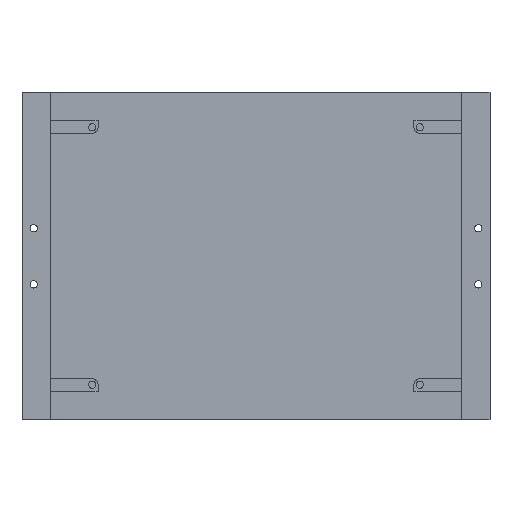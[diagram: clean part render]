
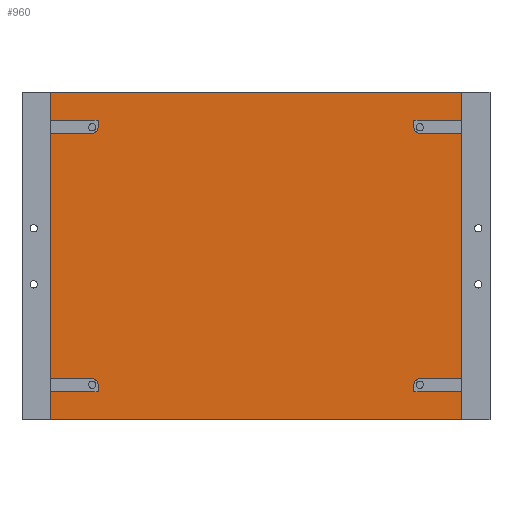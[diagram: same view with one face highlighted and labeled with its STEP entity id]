
A CAD part, top view. The second image highlights one B-rep face of the part: STEP entity #960.
In plain terms, the highlighted planar face has unit normal (0, 0, 1).
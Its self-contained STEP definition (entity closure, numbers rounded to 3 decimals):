
#62=PLANE('',#1048);
#112=FACE_OUTER_BOUND('',#174,.T.);
#174=EDGE_LOOP('',(#875,#876,#877,#878,#879,#880,#881,#882,#883,#884,#885,
#886,#887,#888,#889,#890,#891,#892,#893,#894,#895,#896,#897,#898));
#212=LINE('',#1408,#320);
#216=LINE('',#1416,#324);
#220=LINE('',#1424,#328);
#228=LINE('',#1444,#336);
#232=LINE('',#1452,#340);
#236=LINE('',#1460,#344);
#247=LINE('',#1485,#355);
#250=LINE('',#1491,#358);
#254=LINE('',#1502,#362);
#256=LINE('',#1508,#364);
#259=LINE('',#1514,#367);
#263=LINE('',#1525,#371);
#265=LINE('',#1531,#373);
#268=LINE('',#1537,#376);
#271=LINE('',#1543,#379);
#274=LINE('',#1553,#382);
#278=LINE('',#1565,#386);
#281=LINE('',#1570,#389);
#283=LINE('',#1574,#391);
#284=LINE('',#1576,#392);
#320=VECTOR('',#1142,10.);
#324=VECTOR('',#1146,10.);
#328=VECTOR('',#1150,10.);
#336=VECTOR('',#1170,10.);
#340=VECTOR('',#1174,10.);
#344=VECTOR('',#1178,10.);
#355=VECTOR('',#1203,10.);
#358=VECTOR('',#1208,10.);
#362=VECTOR('',#1220,10.);
#364=VECTOR('',#1228,10.);
#367=VECTOR('',#1233,10.);
#371=VECTOR('',#1245,10.);
#373=VECTOR('',#1253,10.);
#376=VECTOR('',#1258,10.);
#379=VECTOR('',#1263,10.);
#382=VECTOR('',#1276,10.);
#386=VECTOR('',#1288,10.);
#389=VECTOR('',#1293,10.);
#391=VECTOR('',#1299,10.);
#392=VECTOR('',#1302,10.);
#409=CIRCLE('',#1019,2.5);
#411=CIRCLE('',#1027,2.5);
#413=CIRCLE('',#1036,2.5);
#415=CIRCLE('',#1041,2.5);
#451=VERTEX_POINT('',#1406);
#452=VERTEX_POINT('',#1407);
#455=VERTEX_POINT('',#1413);
#456=VERTEX_POINT('',#1415);
#459=VERTEX_POINT('',#1421);
#460=VERTEX_POINT('',#1423);
#465=VERTEX_POINT('',#1442);
#466=VERTEX_POINT('',#1443);
#469=VERTEX_POINT('',#1449);
#470=VERTEX_POINT('',#1451);
#473=VERTEX_POINT('',#1457);
#474=VERTEX_POINT('',#1459);
#481=VERTEX_POINT('',#1484);
#483=VERTEX_POINT('',#1490);
#485=VERTEX_POINT('',#1496);
#487=VERTEX_POINT('',#1507);
#489=VERTEX_POINT('',#1513);
#491=VERTEX_POINT('',#1519);
#493=VERTEX_POINT('',#1530);
#495=VERTEX_POINT('',#1536);
#497=VERTEX_POINT('',#1542);
#499=VERTEX_POINT('',#1552);
#501=VERTEX_POINT('',#1558);
#503=VERTEX_POINT('',#1564);
#552=EDGE_CURVE('',#451,#452,#212,.T.);
#556=EDGE_CURVE('',#456,#455,#216,.T.);
#560=EDGE_CURVE('',#460,#459,#220,.T.);
#570=EDGE_CURVE('',#465,#466,#228,.T.);
#574=EDGE_CURVE('',#470,#469,#232,.T.);
#578=EDGE_CURVE('',#474,#473,#236,.T.);
#591=EDGE_CURVE('',#481,#451,#247,.T.);
#594=EDGE_CURVE('',#455,#483,#250,.T.);
#597=EDGE_CURVE('',#483,#485,#409,.T.);
#600=EDGE_CURVE('',#485,#481,#254,.T.);
#602=EDGE_CURVE('',#487,#465,#256,.T.);
#605=EDGE_CURVE('',#489,#487,#259,.T.);
#608=EDGE_CURVE('',#491,#489,#411,.T.);
#611=EDGE_CURVE('',#469,#491,#263,.T.);
#613=EDGE_CURVE('',#493,#456,#265,.T.);
#616=EDGE_CURVE('',#459,#495,#268,.T.);
#619=EDGE_CURVE('',#495,#497,#271,.T.);
#622=EDGE_CURVE('',#497,#493,#413,.T.);
#624=EDGE_CURVE('',#499,#470,#274,.T.);
#627=EDGE_CURVE('',#501,#499,#415,.T.);
#630=EDGE_CURVE('',#503,#501,#278,.T.);
#633=EDGE_CURVE('',#473,#503,#281,.T.);
#635=EDGE_CURVE('',#452,#474,#283,.T.);
#636=EDGE_CURVE('',#466,#460,#284,.T.);
#875=ORIENTED_EDGE('',*,*,#624,.T.);
#876=ORIENTED_EDGE('',*,*,#574,.T.);
#877=ORIENTED_EDGE('',*,*,#611,.T.);
#878=ORIENTED_EDGE('',*,*,#608,.T.);
#879=ORIENTED_EDGE('',*,*,#605,.T.);
#880=ORIENTED_EDGE('',*,*,#602,.T.);
#881=ORIENTED_EDGE('',*,*,#570,.T.);
#882=ORIENTED_EDGE('',*,*,#636,.T.);
#883=ORIENTED_EDGE('',*,*,#560,.T.);
#884=ORIENTED_EDGE('',*,*,#616,.T.);
#885=ORIENTED_EDGE('',*,*,#619,.T.);
#886=ORIENTED_EDGE('',*,*,#622,.T.);
#887=ORIENTED_EDGE('',*,*,#613,.T.);
#888=ORIENTED_EDGE('',*,*,#556,.T.);
#889=ORIENTED_EDGE('',*,*,#594,.T.);
#890=ORIENTED_EDGE('',*,*,#597,.T.);
#891=ORIENTED_EDGE('',*,*,#600,.T.);
#892=ORIENTED_EDGE('',*,*,#591,.T.);
#893=ORIENTED_EDGE('',*,*,#552,.T.);
#894=ORIENTED_EDGE('',*,*,#635,.T.);
#895=ORIENTED_EDGE('',*,*,#578,.T.);
#896=ORIENTED_EDGE('',*,*,#633,.T.);
#897=ORIENTED_EDGE('',*,*,#630,.T.);
#898=ORIENTED_EDGE('',*,*,#627,.T.);
#960=ADVANCED_FACE('',(#112),#62,.T.);
#1019=AXIS2_PLACEMENT_3D('',#1497,#1213,#1214);
#1027=AXIS2_PLACEMENT_3D('',#1520,#1238,#1239);
#1036=AXIS2_PLACEMENT_3D('',#1548,#1268,#1269);
#1041=AXIS2_PLACEMENT_3D('',#1559,#1281,#1282);
#1048=AXIS2_PLACEMENT_3D('',#1577,#1303,#1304);
#1142=DIRECTION('',(0.,1.,0.));
#1146=DIRECTION('',(0.,1.,0.));
#1150=DIRECTION('',(0.,1.,0.));
#1170=DIRECTION('',(0.,-1.,0.));
#1174=DIRECTION('',(0.,-1.,0.));
#1178=DIRECTION('',(0.,-1.,0.));
#1203=DIRECTION('',(1.,0.,0.));
#1208=DIRECTION('',(-1.,0.,0.));
#1213=DIRECTION('center_axis',(0.,0.,-1.));
#1214=DIRECTION('ref_axis',(-1.,0.,0.));
#1220=DIRECTION('',(0.,1.,0.));
#1228=DIRECTION('',(-1.,0.,0.));
#1233=DIRECTION('',(0.,-1.,0.));
#1238=DIRECTION('center_axis',(0.,0.,-1.));
#1239=DIRECTION('ref_axis',(1.,0.,0.));
#1245=DIRECTION('',(1.,0.,0.));
#1253=DIRECTION('',(1.,0.,0.));
#1258=DIRECTION('',(-1.,0.,0.));
#1263=DIRECTION('',(0.,1.,0.));
#1268=DIRECTION('center_axis',(0.,0.,-1.));
#1269=DIRECTION('ref_axis',(0.,1.,0.));
#1276=DIRECTION('',(-1.,0.,0.));
#1281=DIRECTION('center_axis',(0.,0.,-1.));
#1282=DIRECTION('ref_axis',(0.,-1.,0.));
#1288=DIRECTION('',(0.,-1.,0.));
#1293=DIRECTION('',(1.,0.,0.));
#1299=DIRECTION('',(-1.,0.,0.));
#1302=DIRECTION('',(1.,0.,0.));
#1303=DIRECTION('center_axis',(0.,0.,1.));
#1304=DIRECTION('ref_axis',(1.,0.,0.));
#1406=CARTESIAN_POINT('',(221.807,159.079,3.));
#1407=CARTESIAN_POINT('',(221.807,171.079,3.));
#1408=CARTESIAN_POINT('',(221.807,159.079,3.));
#1413=CARTESIAN_POINT('',(221.807,153.579,3.));
#1415=CARTESIAN_POINT('',(221.807,48.579,3.));
#1416=CARTESIAN_POINT('',(221.807,93.579,3.));
#1421=CARTESIAN_POINT('',(221.807,43.079,3.));
#1423=CARTESIAN_POINT('',(221.807,31.079,3.));
#1424=CARTESIAN_POINT('',(221.807,43.079,3.));
#1442=CARTESIAN_POINT('',(45.807,43.079,3.));
#1443=CARTESIAN_POINT('',(45.807,31.079,3.));
#1444=CARTESIAN_POINT('',(45.807,43.079,3.));
#1449=CARTESIAN_POINT('',(45.807,48.579,3.));
#1451=CARTESIAN_POINT('',(45.807,153.579,3.));
#1452=CARTESIAN_POINT('',(45.807,93.579,3.));
#1457=CARTESIAN_POINT('',(45.807,159.079,3.));
#1459=CARTESIAN_POINT('',(45.807,171.079,3.));
#1460=CARTESIAN_POINT('',(45.807,159.079,3.));
#1484=CARTESIAN_POINT('',(201.307,159.079,3.));
#1485=CARTESIAN_POINT('',(206.807,159.079,3.));
#1490=CARTESIAN_POINT('',(203.807,153.579,3.));
#1491=CARTESIAN_POINT('',(206.807,153.579,3.));
#1496=CARTESIAN_POINT('',(201.307,156.079,3.));
#1497=CARTESIAN_POINT('Origin',(203.807,156.079,3.));
#1502=CARTESIAN_POINT('',(201.307,159.079,3.));
#1507=CARTESIAN_POINT('',(66.307,43.079,3.));
#1508=CARTESIAN_POINT('',(60.807,43.079,3.));
#1513=CARTESIAN_POINT('',(66.307,46.079,3.));
#1514=CARTESIAN_POINT('',(66.307,43.079,3.));
#1519=CARTESIAN_POINT('',(63.807,48.579,3.));
#1520=CARTESIAN_POINT('Origin',(63.807,46.079,3.));
#1525=CARTESIAN_POINT('',(60.807,48.579,3.));
#1530=CARTESIAN_POINT('',(203.807,48.579,3.));
#1531=CARTESIAN_POINT('',(206.807,48.579,3.));
#1536=CARTESIAN_POINT('',(201.307,43.079,3.));
#1537=CARTESIAN_POINT('',(206.807,43.079,3.));
#1542=CARTESIAN_POINT('',(201.307,46.079,3.));
#1543=CARTESIAN_POINT('',(201.307,43.079,3.));
#1548=CARTESIAN_POINT('Origin',(203.807,46.079,3.));
#1552=CARTESIAN_POINT('',(63.807,153.579,3.));
#1553=CARTESIAN_POINT('',(60.807,153.579,3.));
#1558=CARTESIAN_POINT('',(66.307,156.079,3.));
#1559=CARTESIAN_POINT('Origin',(63.807,156.079,3.));
#1564=CARTESIAN_POINT('',(66.307,159.079,3.));
#1565=CARTESIAN_POINT('',(66.307,159.079,3.));
#1570=CARTESIAN_POINT('',(60.807,159.079,3.));
#1574=CARTESIAN_POINT('',(45.807,171.079,3.));
#1576=CARTESIAN_POINT('',(33.807,31.079,3.));
#1577=CARTESIAN_POINT('Origin',(133.807,101.079,3.));
